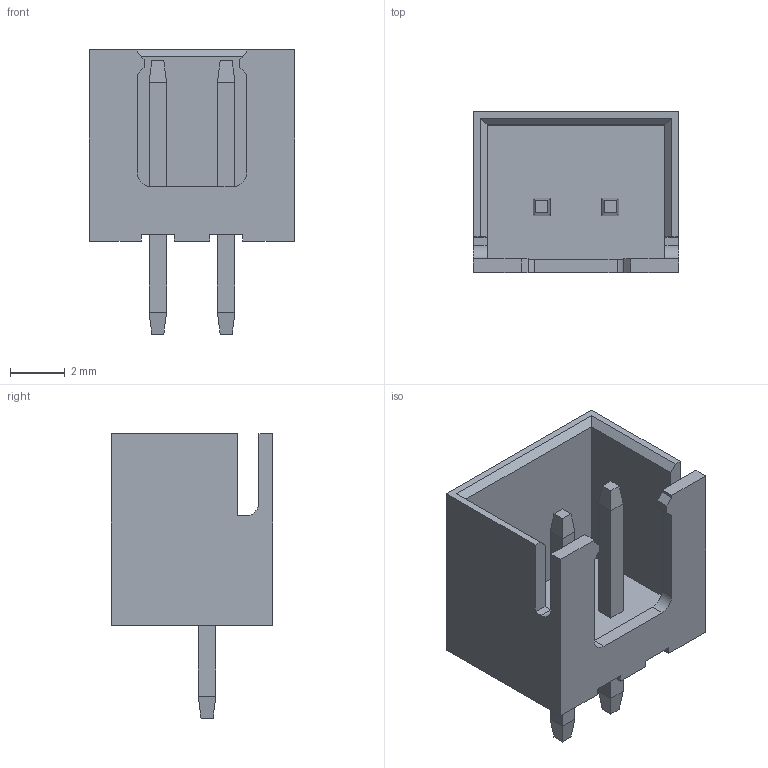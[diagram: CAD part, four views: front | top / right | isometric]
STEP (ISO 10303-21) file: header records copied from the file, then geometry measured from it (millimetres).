
FILE_DESCRIPTION (( 'STEP AP214' ), '1' );
FILE_NAME ('CONN-TH_KH-XH-2A-Z.step', '2022-08-02T17:50:32', ( '' ), ( '' ), 'SwSTEP 2.0', 'SolidWorks 2020', '' );
FILE_SCHEMA (( 'AUTOMOTIVE_DESIGN' ));
Length unit declared in the file: millimetre
Products named in the file (1): CONN-TH_KH-XH-2A-Z
Bounding box: 7.5 x 5.9 x 10.4 mm (x, y, z)
Volume: 109.7 mm3; surface area: 423.7 mm2
Topology: 14 solids, 14 shells, 369 faces, 972 edges, 642 vertices
Faces by surface type: plane 253, bspline 112, cylinder 4
Entity records: 15653 total; most frequent: CARTESIAN_POINT 4088, ORIENTED_EDGE 1944, DIRECTION 1268, EDGE_CURVE 972, LINE 736, VECTOR 736, VERTEX_POINT 642, EDGE_LOOP 392
